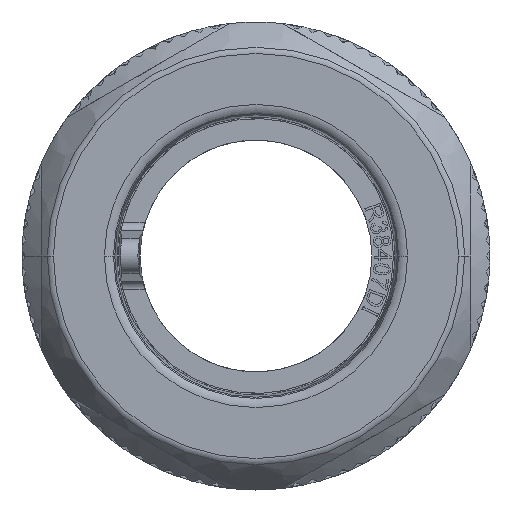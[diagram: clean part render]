
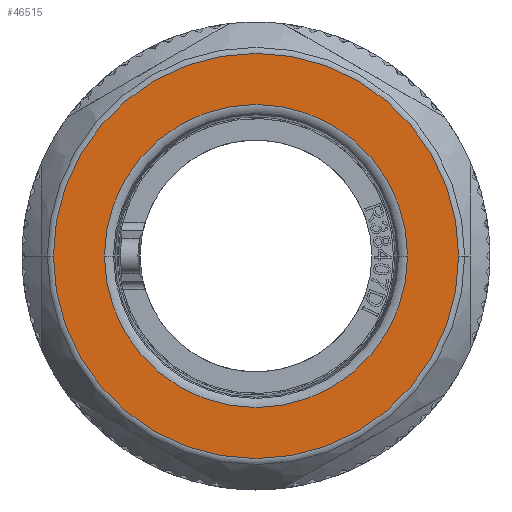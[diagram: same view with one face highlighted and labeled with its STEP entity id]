
A CAD part, left-side view. The second image highlights one B-rep face of the part: STEP entity #46515.
In plain terms, the highlighted planar face has unit normal (-1, 0, 0).
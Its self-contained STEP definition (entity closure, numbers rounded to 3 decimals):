
#618 = EDGE_LOOP ( 'NONE', ( #50153, #37307 ) ) ;
#3238 = CARTESIAN_POINT ( 'NONE',  ( -21.875, -23.595, 0. ) ) ;
#6521 = VERTEX_POINT ( 'NONE', #3238 ) ;
#6981 = AXIS2_PLACEMENT_3D ( 'NONE', #32032, #16808, #31608 ) ;
#11029 = DIRECTION ( 'NONE',  ( 1., 0., 0. ) ) ;
#11718 = DIRECTION ( 'NONE',  ( -1., 0., 0. ) ) ;
#15455 = EDGE_CURVE ( 'NONE', #54943, #6521, #48054, .T. ) ;
#15841 = CARTESIAN_POINT ( 'NONE',  ( -21.875, 0., 0. ) ) ;
#16041 = EDGE_CURVE ( 'NONE', #6521, #54943, #44146, .T. ) ;
#16808 = DIRECTION ( 'NONE',  ( -1., 0., 0. ) ) ;
#19282 = EDGE_CURVE ( 'NONE', #26048, #58497, #33798, .T. ) ;
#20070 = CARTESIAN_POINT ( 'NONE',  ( -21.875, -17.65, 0. ) ) ;
#22023 = DIRECTION ( 'NONE',  ( 0., 1., 0. ) ) ;
#23679 = ORIENTED_EDGE ( 'NONE', *, *, #52465, .T. ) ;
#24420 = ORIENTED_EDGE ( 'NONE', *, *, #19282, .T. ) ;
#26048 = VERTEX_POINT ( 'NONE', #35332 ) ;
#30627 = DIRECTION ( 'NONE',  ( 1., 0., 0. ) ) ;
#30800 = AXIS2_PLACEMENT_3D ( 'NONE', #36789, #11029, #46586 ) ;
#30879 = CARTESIAN_POINT ( 'NONE',  ( -21.875, 0., 0. ) ) ;
#31608 = DIRECTION ( 'NONE',  ( 0., 1., 0. ) ) ;
#32032 = CARTESIAN_POINT ( 'NONE',  ( -21.875, 0., 0. ) ) ;
#32503 = FACE_OUTER_BOUND ( 'NONE', #618, .T. ) ;
#33798 = CIRCLE ( 'NONE', #30800, 17.65 ) ;
#34212 = EDGE_LOOP ( 'NONE', ( #24420, #23679 ) ) ;
#35332 = CARTESIAN_POINT ( 'NONE',  ( -21.875, 17.65, 0. ) ) ;
#36789 = CARTESIAN_POINT ( 'NONE',  ( -21.875, 0., 0. ) ) ;
#37307 = ORIENTED_EDGE ( 'NONE', *, *, #16041, .T. ) ;
#37998 = FACE_BOUND ( 'NONE', #34212, .T. ) ;
#38357 = AXIS2_PLACEMENT_3D ( 'NONE', #15841, #30627, #45728 ) ;
#42136 = CARTESIAN_POINT ( 'NONE',  ( -21.875, 0., 0. ) ) ;
#44146 = CIRCLE ( 'NONE', #62962, 23.595 ) ;
#45728 = DIRECTION ( 'NONE',  ( 0., 1., 0. ) ) ;
#46515 = ADVANCED_FACE ( 'NONE', ( #32503, #37998 ), #62169, .F. ) ;
#46586 = DIRECTION ( 'NONE',  ( 0., 1., 0. ) ) ;
#48054 = CIRCLE ( 'NONE', #6981, 23.595 ) ;
#49515 = CARTESIAN_POINT ( 'NONE',  ( -21.875, 23.595, 0. ) ) ;
#50153 = ORIENTED_EDGE ( 'NONE', *, *, #15455, .T. ) ;
#51222 = CIRCLE ( 'NONE', #38357, 17.65 ) ;
#51911 = DIRECTION ( 'NONE',  ( 1., 0., 0. ) ) ;
#52465 = EDGE_CURVE ( 'NONE', #58497, #26048, #51222, .T. ) ;
#54943 = VERTEX_POINT ( 'NONE', #49515 ) ;
#56419 = DIRECTION ( 'NONE',  ( 0., 1., 0. ) ) ;
#58497 = VERTEX_POINT ( 'NONE', #20070 ) ;
#62169 = PLANE ( 'NONE',  #63278 ) ;
#62962 = AXIS2_PLACEMENT_3D ( 'NONE', #30879, #11718, #56419 ) ;
#63278 = AXIS2_PLACEMENT_3D ( 'NONE', #42136, #51911, #22023 ) ;
